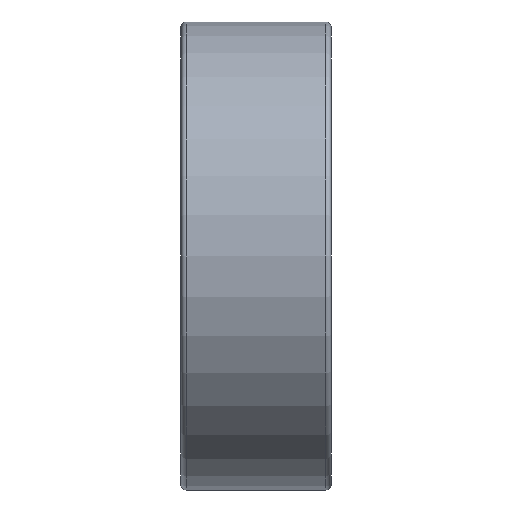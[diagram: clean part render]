
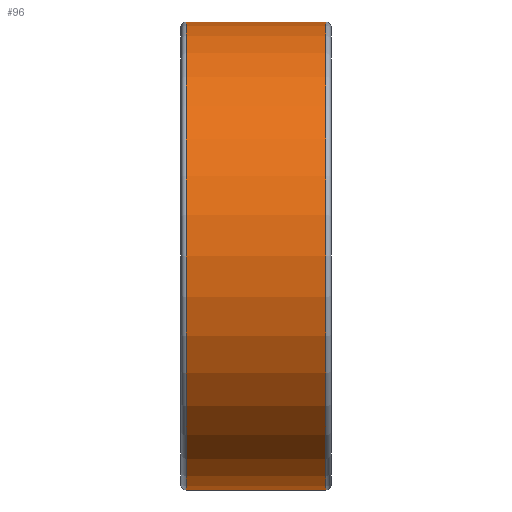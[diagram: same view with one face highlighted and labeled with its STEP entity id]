
A CAD part, left-side view. The second image highlights one B-rep face of the part: STEP entity #96.
In plain terms, the highlighted cylindrical face has radius 11.113 mm (diameter 22.225 mm), a partial arc.
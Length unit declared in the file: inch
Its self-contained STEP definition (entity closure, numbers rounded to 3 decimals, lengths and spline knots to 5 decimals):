
#9 = ORIENTED_EDGE ( 'NONE', *, *, #513, .T. ) ;
#17 = FACE_OUTER_BOUND ( 'NONE', #786, .T. ) ;
#37 = CARTESIAN_POINT ( 'NONE',  ( 0., 0.01, 0. ) ) ;
#45 = CARTESIAN_POINT ( 'NONE',  ( 0., 0.01, -0.4375 ) ) ;
#59 = CYLINDRICAL_SURFACE ( 'NONE', #790, 0.4375 ) ;
#96 = ADVANCED_FACE ( 'NONE', ( #17 ), #59, .T. ) ;
#133 = LINE ( 'NONE', #766, #438 ) ;
#140 = ORIENTED_EDGE ( 'NONE', *, *, #693, .T. ) ;
#181 = DIRECTION ( 'NONE',  ( 0., 0., 1. ) ) ;
#255 = VECTOR ( 'NONE', #666, 39.37008 ) ;
#309 = CARTESIAN_POINT ( 'NONE',  ( 0., 0.28125, 0.4375 ) ) ;
#368 = CARTESIAN_POINT ( 'NONE',  ( 0., 0.27125, 0. ) ) ;
#374 = AXIS2_PLACEMENT_3D ( 'NONE', #37, #608, #181 ) ;
#436 = EDGE_CURVE ( 'NONE', #482, #496, #849, .T. ) ;
#438 = VECTOR ( 'NONE', #481, 39.37008 ) ;
#446 = CARTESIAN_POINT ( 'NONE',  ( 0., 0.27125, 0.4375 ) ) ;
#451 = LINE ( 'NONE', #309, #255 ) ;
#464 = CARTESIAN_POINT ( 'NONE',  ( 0., 0.27125, -0.4375 ) ) ;
#481 = DIRECTION ( 'NONE',  ( 0., -1., 0. ) ) ;
#482 = VERTEX_POINT ( 'NONE', #446 ) ;
#494 = EDGE_CURVE ( 'NONE', #482, #851, #451, .T. ) ;
#496 = VERTEX_POINT ( 'NONE', #464 ) ;
#509 = CARTESIAN_POINT ( 'NONE',  ( 0., 0.01, 0.4375 ) ) ;
#513 = EDGE_CURVE ( 'NONE', #674, #851, #524, .T. ) ;
#524 = CIRCLE ( 'NONE', #374, 0.4375 ) ;
#528 = DIRECTION ( 'NONE',  ( 0., 0., -1. ) ) ;
#533 = DIRECTION ( 'NONE',  ( 0., -1., 0. ) ) ;
#608 = DIRECTION ( 'NONE',  ( 0., 1., 0. ) ) ;
#666 = DIRECTION ( 'NONE',  ( 0., -1., 0. ) ) ;
#674 = VERTEX_POINT ( 'NONE', #45 ) ;
#693 = EDGE_CURVE ( 'NONE', #496, #674, #133, .T. ) ;
#766 = CARTESIAN_POINT ( 'NONE',  ( 0., 0.28125, -0.4375 ) ) ;
#786 = EDGE_LOOP ( 'NONE', ( #891, #853, #140, #9 ) ) ;
#790 = AXIS2_PLACEMENT_3D ( 'NONE', #810, #533, #528 ) ;
#794 = DIRECTION ( 'NONE',  ( 0., 0., 1. ) ) ;
#800 = DIRECTION ( 'NONE',  ( 0., -1., 0. ) ) ;
#810 = CARTESIAN_POINT ( 'NONE',  ( 0., 0.28125, 0. ) ) ;
#843 = AXIS2_PLACEMENT_3D ( 'NONE', #368, #800, #794 ) ;
#849 = CIRCLE ( 'NONE', #843, 0.4375 ) ;
#851 = VERTEX_POINT ( 'NONE', #509 ) ;
#853 = ORIENTED_EDGE ( 'NONE', *, *, #436, .T. ) ;
#891 = ORIENTED_EDGE ( 'NONE', *, *, #494, .F. ) ;
